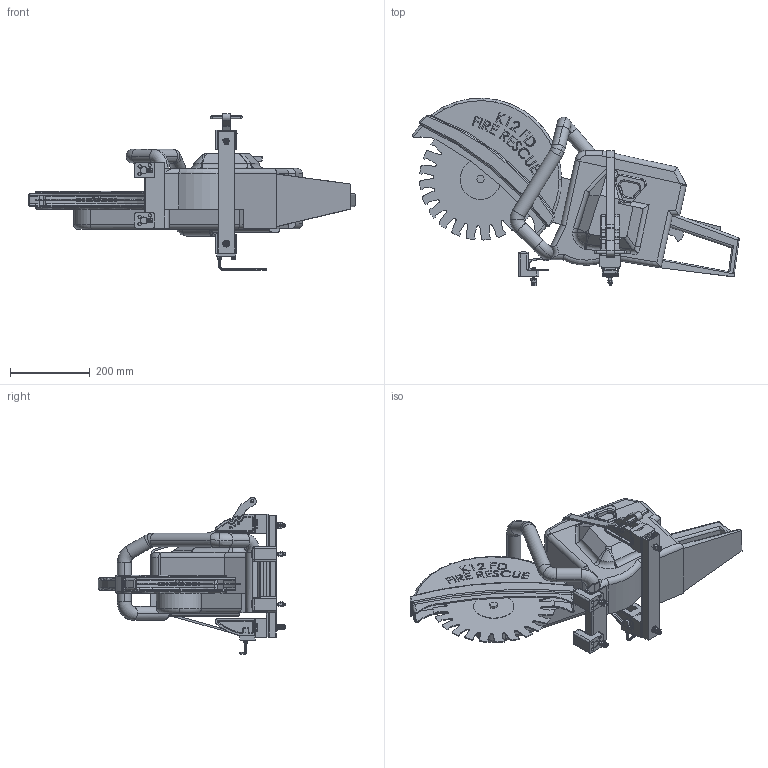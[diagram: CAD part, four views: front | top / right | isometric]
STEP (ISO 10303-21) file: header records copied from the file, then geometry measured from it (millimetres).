
FILE_DESCRIPTION (( 'STEP AP203' ), '1' );
FILE_NAME ('K5030.STEP', '2014-09-02T18:00:23', ( 'jgonzalez' ), ( '' ), 'SwSTEP 2.0', 'SolidWorks 2014', '' );
FILE_SCHEMA (( 'CONFIG_CONTROL_DESIGN' ));
Length unit declared in the file: inch
Products named in the file (27): 2035_10" apart; 2011; 7036; 1006-3; 2002_HX-SHCS 0.25-20x0.75x0.75-N; 2075; 1007P; guard; 2030; 2074; 2049; blade; K5030; 2073; 7016; K12 Saw; 1006-4; 7029; 2019-12; 2039_HBOLT 0.2500-20x1x1-N; 2031_CR-FHMS 0.25-20x0.75x0.75-N; 2038_HBOLT 0.2500-20x1x1-N; k12 2008-1 - IN USE SAM; 2046; 2069LN_MSHXNUT 0.250-20-S-N; 2010_compressed; 2054
Assembly tree (39 placements, depth 3):
  K5030
    K12 Saw
      guard
      blade
    2019-12
    2035_10" apart
      2038_HBOLT 0.2500-20x1x1-N  x2
      2069LN_MSHXNUT 0.250-20-S-N  x2
    1006-3
    1007P  x2
    7029
      2049  x2
      7016  x2
    7036  x2
      2031_CR-FHMS 0.25-20x0.75x0.75-N
      2069LN_MSHXNUT 0.250-20-S-N
      2046
      2054
      7016
    2075
    2074
    2073
    1006-4  x2
    2039_HBOLT 0.2500-20x1x1-N  x2
    k12 2008-1 - IN USE SAM
    2010_compressed  x2
    2011  x2
    2002_HX-SHCS 0.25-20x0.75x0.75-N  x2
    2030
Bounding box: 817.29 x 470.14 x 392.59 mm (x, y, z)
Volume: 14791373.8 mm3; surface area: 1392144.3 mm2
Topology: 46 solids, 46 shells, 3492 faces, 8781 edges, 5478 vertices
Faces by surface type: plane 1250, cone 862, cylinder 791, bspline 340, torus 231, sphere 18
Entity records: 90563 total; most frequent: CARTESIAN_POINT 29716, ORIENTED_EDGE 12274, DIRECTION 11784, EDGE_CURVE 6137, AXIS2_PLACEMENT_3D 4200, VERTEX_POINT 3863, LINE 3384, VECTOR 3384
